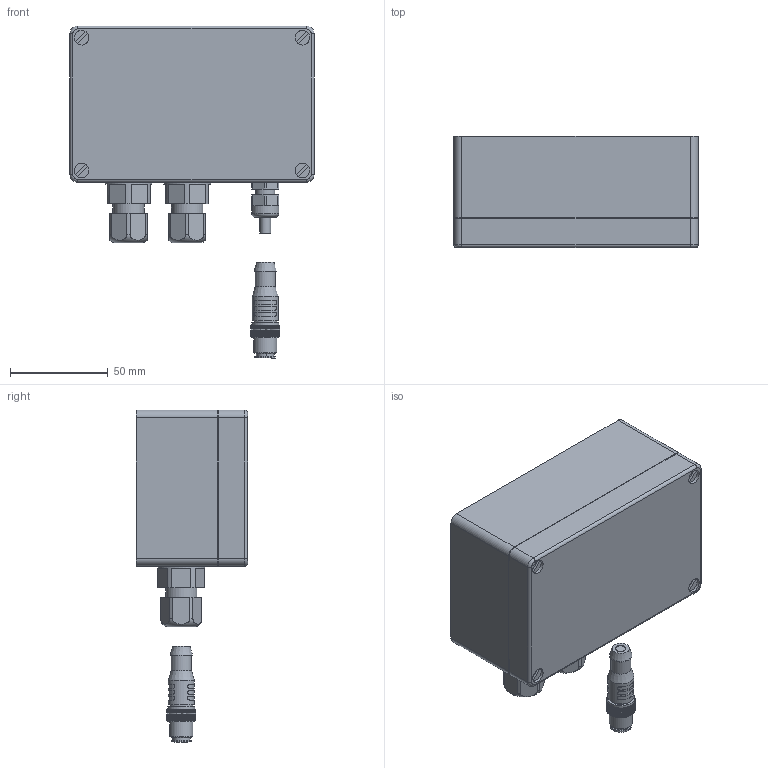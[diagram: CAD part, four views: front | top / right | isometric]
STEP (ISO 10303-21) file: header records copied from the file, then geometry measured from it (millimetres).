
FILE_DESCRIPTION((''),'2;1');
FILE_NAME('PM902498.stp','2013-02-25T09:17:38',('LEIB'),(''),'Autodesk Inventor 2009','Autodesk Inventor 2009','');
FILE_SCHEMA(('AUTOMOTIVE_DESIGN { 1 0 10303 214 1 1 1 1 }'));
Length unit declared in the file: millimetre
Products named in the file (3): PM902498; P4722607
Assembly tree (2 placements, depth 2):
  PM902498
    PM902498
    P4722607
Bounding box: 125 x 57 x 170 mm (x, y, z)
Volume: 595443.7 mm3; surface area: 52130.4 mm2
Topology: 2 solids, 2 shells, 445 faces, 1218 edges, 809 vertices
Faces by surface type: plane 269, cylinder 152, bspline 9, torus 7, cone 7, sphere 1
Full cylindrical faces by diameter (mm): 0.8 x5, 5.2 x1, 5.5 x1, 7.5 x4, 8.5 x1, 9 x1, 10 x3, 10.4 x1, 10.5 x1, 12 x2, 13.5 x1, 14 x3, 16 x2, 24 x2
Entity records: 15405 total; most frequent: CARTESIAN_POINT 3887, DIRECTION 2342, ORIENTED_EDGE 2334, EDGE_CURVE 1167, VERTEX_POINT 797, AXIS2_PLACEMENT_3D 794, VECTOR 754, LINE 754
